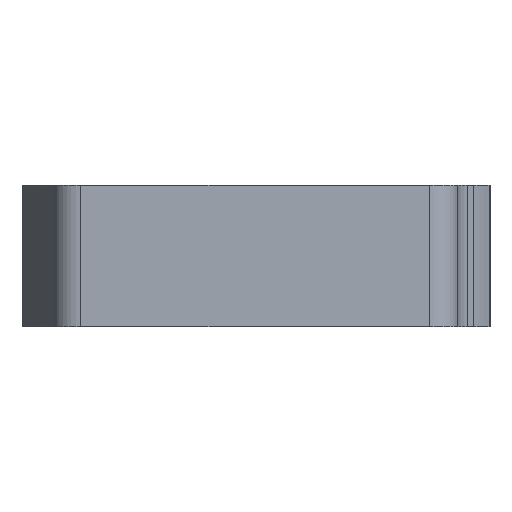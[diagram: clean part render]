
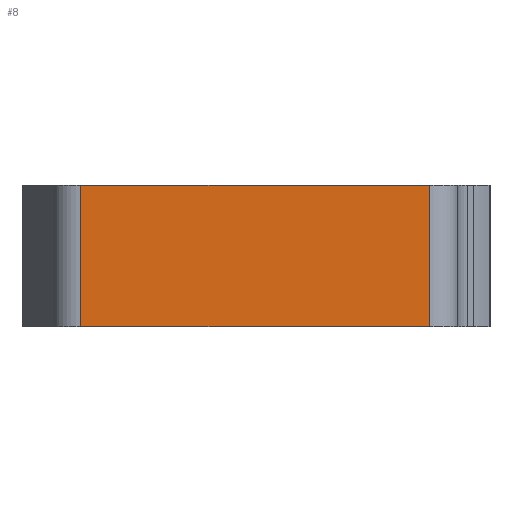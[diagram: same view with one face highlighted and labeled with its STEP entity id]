
A CAD part, front view. The second image highlights one B-rep face of the part: STEP entity #8.
In plain terms, the highlighted planar face has unit normal (0, -1, 0).
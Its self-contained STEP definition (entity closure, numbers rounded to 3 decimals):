
#8 = ADVANCED_FACE ( 'NONE', ( #1488 ), #4094, .F. ) ;
#31 = ORIENTED_EDGE ( 'NONE', *, *, #4046, .T. ) ;
#69 = VECTOR ( 'NONE', #3697, 1000. ) ;
#81 = AXIS2_PLACEMENT_3D ( 'NONE', #4342, #646, #4321 ) ;
#120 = ORIENTED_EDGE ( 'NONE', *, *, #3422, .T. ) ;
#177 = VERTEX_POINT ( 'NONE', #1698 ) ;
#207 = ORIENTED_EDGE ( 'NONE', *, *, #2417, .F. ) ;
#319 = ORIENTED_EDGE ( 'NONE', *, *, #3368, .F. ) ;
#436 = CARTESIAN_POINT ( 'NONE',  ( -12.363, -14.429, 0. ) ) ;
#646 = DIRECTION ( 'NONE',  ( 0., 1., 0. ) ) ;
#760 = VERTEX_POINT ( 'NONE', #436 ) ;
#811 = VECTOR ( 'NONE', #2958, 1000. ) ;
#869 = VECTOR ( 'NONE', #1140, 1000. ) ;
#1140 = DIRECTION ( 'NONE',  ( 1., 0., 0. ) ) ;
#1162 = VECTOR ( 'NONE', #2662, 1000. ) ;
#1462 = CARTESIAN_POINT ( 'NONE',  ( -5.497, -14.429, 9.95 ) ) ;
#1488 = FACE_OUTER_BOUND ( 'NONE', #4033, .T. ) ;
#1698 = CARTESIAN_POINT ( 'NONE',  ( 12.239, -14.429, 9.95 ) ) ;
#1844 = LINE ( 'NONE', #3526, #69 ) ;
#2190 = CARTESIAN_POINT ( 'NONE',  ( -5.497, -14.429, 0. ) ) ;
#2250 = VERTEX_POINT ( 'NONE', #2865 ) ;
#2417 = EDGE_CURVE ( 'NONE', #2629, #177, #3614, .T. ) ;
#2629 = VERTEX_POINT ( 'NONE', #2634 ) ;
#2634 = CARTESIAN_POINT ( 'NONE',  ( -12.363, -14.429, 9.95 ) ) ;
#2662 = DIRECTION ( 'NONE',  ( 1., 0., 0. ) ) ;
#2865 = CARTESIAN_POINT ( 'NONE',  ( 12.239, -14.429, 0. ) ) ;
#2958 = DIRECTION ( 'NONE',  ( 0., 0., 1. ) ) ;
#3010 = CARTESIAN_POINT ( 'NONE',  ( 12.239, -14.429, -42.593 ) ) ;
#3368 = EDGE_CURVE ( 'NONE', #760, #2629, #1844, .T. ) ;
#3422 = EDGE_CURVE ( 'NONE', #2250, #177, #3560, .T. ) ;
#3526 = CARTESIAN_POINT ( 'NONE',  ( -12.363, -14.429, -8.644 ) ) ;
#3560 = LINE ( 'NONE', #3010, #811 ) ;
#3614 = LINE ( 'NONE', #1462, #869 ) ;
#3697 = DIRECTION ( 'NONE',  ( 0., 0., 1. ) ) ;
#4014 = LINE ( 'NONE', #2190, #1162 ) ;
#4033 = EDGE_LOOP ( 'NONE', ( #31, #120, #207, #319 ) ) ;
#4046 = EDGE_CURVE ( 'NONE', #760, #2250, #4014, .T. ) ;
#4094 = PLANE ( 'NONE',  #81 ) ;
#4321 = DIRECTION ( 'NONE',  ( -1., 0., 0. ) ) ;
#4342 = CARTESIAN_POINT ( 'NONE',  ( -5.497, -14.429, 9.95 ) ) ;
